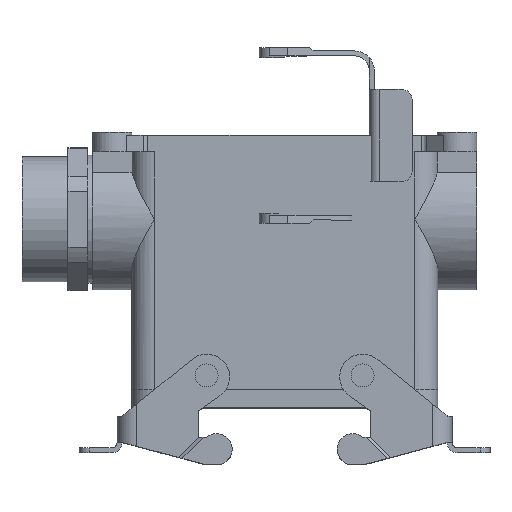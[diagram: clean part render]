
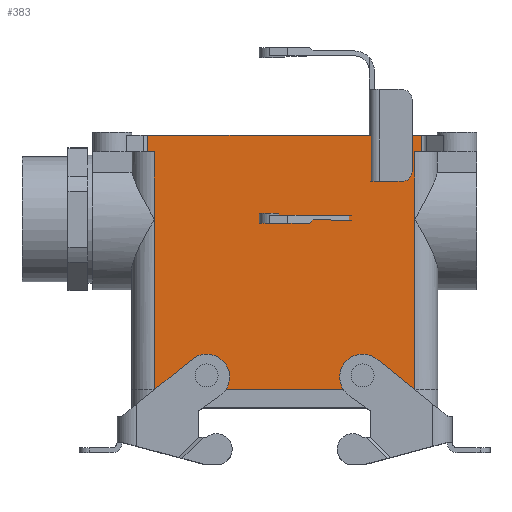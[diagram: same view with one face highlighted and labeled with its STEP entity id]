
A CAD part, top view. The second image highlights one B-rep face of the part: STEP entity #383.
In plain terms, the highlighted planar face has unit normal (0, 0, 1).
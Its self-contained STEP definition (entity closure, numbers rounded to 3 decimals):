
#383 = ADVANCED_FACE( '', ( #901, #902, #903 ), #904, .F. );
#901 = FACE_OUTER_BOUND( '', #1582, .T. );
#902 = FACE_BOUND( '', #1583, .T. );
#903 = FACE_BOUND( '', #1584, .T. );
#904 = PLANE( '', #1585 );
#1582 = EDGE_LOOP( '', ( #2640, #2641, #2642, #2643, #2644, #2645, #2646, #2647, #2648, #2649 ) );
#1583 = EDGE_LOOP( '', ( #2650 ) );
#1584 = EDGE_LOOP( '', ( #2651 ) );
#1585 = AXIS2_PLACEMENT_3D( '', #2652, #2653, #2654 );
#2640 = ORIENTED_EDGE( '', *, *, #4140, .T. );
#2641 = ORIENTED_EDGE( '', *, *, #3986, .F. );
#2642 = ORIENTED_EDGE( '', *, *, #4141, .F. );
#2643 = ORIENTED_EDGE( '', *, *, #4142, .F. );
#2644 = ORIENTED_EDGE( '', *, *, #4143, .F. );
#2645 = ORIENTED_EDGE( '', *, *, #4144, .T. );
#2646 = ORIENTED_EDGE( '', *, *, #4145, .T. );
#2647 = ORIENTED_EDGE( '', *, *, #4008, .T. );
#2648 = ORIENTED_EDGE( '', *, *, #4115, .F. );
#2649 = ORIENTED_EDGE( '', *, *, #4119, .T. );
#2650 = ORIENTED_EDGE( '', *, *, #3804, .F. );
#2651 = ORIENTED_EDGE( '', *, *, #4146, .F. );
#2652 = CARTESIAN_POINT( '', ( 42.515, -5., 21.5 ) );
#2653 = DIRECTION( '', ( 0., 0., -1. ) );
#2654 = DIRECTION( '', ( -1., 0., 0. ) );
#3804 = EDGE_CURVE( '', #4494, #4494, #4495, .F. );
#3986 = EDGE_CURVE( '', #4808, #4810, #4811, .T. );
#4008 = EDGE_CURVE( '', #4846, #4843, #4847, .F. );
#4115 = EDGE_CURVE( '', #5015, #4843, #5017, .T. );
#4119 = EDGE_CURVE( '', #5015, #4966, #5022, .T. );
#4140 = EDGE_CURVE( '', #4966, #4810, #5053, .T. );
#4141 = EDGE_CURVE( '', #4636, #4808, #5054, .T. );
#4142 = EDGE_CURVE( '', #5055, #4636, #5056, .T. );
#4143 = EDGE_CURVE( '', #5057, #5055, #5058, .T. );
#4144 = EDGE_CURVE( '', #5057, #5059, #5060, .T. );
#4145 = EDGE_CURVE( '', #5059, #4846, #5061, .T. );
#4146 = EDGE_CURVE( '', #5062, #5062, #5063, .F. );
#4494 = VERTEX_POINT( '', #5514 );
#4495 = CIRCLE( '', #5515, 2.45 );
#4636 = VERTEX_POINT( '', #5746 );
#4808 = VERTEX_POINT( '', #6080 );
#4810 = VERTEX_POINT( '', #6082 );
#4811 = LINE( '', #6083, #6084 );
#4843 = VERTEX_POINT( '', #6125 );
#4846 = VERTEX_POINT( '', #6128 );
#4847 = LINE( '', #6129, #6130 );
#4966 = VERTEX_POINT( '', #6300 );
#5015 = VERTEX_POINT( '', #6409 );
#5017 = LINE( '', #6411, #6412 );
#5022 = LINE( '', #6418, #6419 );
#5053 = LINE( '', #6462, #6463 );
#5054 = LINE( '', #6464, #6465 );
#5055 = VERTEX_POINT( '', #6466 );
#5056 = LINE( '', #6467, #6468 );
#5057 = VERTEX_POINT( '', #6469 );
#5058 = LINE( '', #6470, #6471 );
#5059 = VERTEX_POINT( '', #6472 );
#5060 = LINE( '', #6473, #6474 );
#5061 = LINE( '', #6475, #6476 );
#5062 = VERTEX_POINT( '', #6477 );
#5063 = CIRCLE( '', #6478, 2.45 );
#5514 = CARTESIAN_POINT( '', ( -26.2, -73.1, 21.5 ) );
#5515 = AXIS2_PLACEMENT_3D( '', #7120, #7121, #7122 );
#5746 = CARTESIAN_POINT( '', ( 39.65, -25.5, 21.5 ) );
#6080 = CARTESIAN_POINT( '', ( 39.65, -77.4, 21.5 ) );
#6082 = CARTESIAN_POINT( '', ( -39.65, -77.4, 21.5 ) );
#6083 = CARTESIAN_POINT( '', ( -39.65, -77.4, 21.5 ) );
#6084 = VECTOR( '', #7354, 1000. );
#6125 = CARTESIAN_POINT( '', ( -41.686, -5., 21.5 ) );
#6128 = CARTESIAN_POINT( '', ( -41.686, 0., 21.5 ) );
#6129 = CARTESIAN_POINT( '', ( -41.686, -5., 21.5 ) );
#6130 = VECTOR( '', #7388, 1000. );
#6300 = CARTESIAN_POINT( '', ( -39.65, -25.5, 21.5 ) );
#6409 = CARTESIAN_POINT( '', ( -39.65, -5., 21.5 ) );
#6411 = CARTESIAN_POINT( '', ( 42.515, -5., 21.5 ) );
#6412 = VECTOR( '', #7532, 1000. );
#6418 = CARTESIAN_POINT( '', ( -39.65, 74.914, 21.5 ) );
#6419 = VECTOR( '', #7537, 1000. );
#6462 = CARTESIAN_POINT( '', ( -39.65, 74.914, 21.5 ) );
#6463 = VECTOR( '', #7556, 1000. );
#6464 = CARTESIAN_POINT( '', ( 39.65, 74.914, 21.5 ) );
#6465 = VECTOR( '', #7557, 1000. );
#6466 = CARTESIAN_POINT( '', ( 39.65, -5., 21.5 ) );
#6467 = CARTESIAN_POINT( '', ( 39.65, 74.914, 21.5 ) );
#6468 = VECTOR( '', #7558, 1000. );
#6469 = CARTESIAN_POINT( '', ( 41.686, -5., 21.5 ) );
#6470 = CARTESIAN_POINT( '', ( 42.515, -5., 21.5 ) );
#6471 = VECTOR( '', #7559, 1000. );
#6472 = CARTESIAN_POINT( '', ( 41.686, 0., 21.5 ) );
#6473 = CARTESIAN_POINT( '', ( 41.686, 0., 21.5 ) );
#6474 = VECTOR( '', #7560, 1000. );
#6475 = CARTESIAN_POINT( '', ( 42.515, 0., 21.5 ) );
#6476 = VECTOR( '', #7561, 1000. );
#6477 = CARTESIAN_POINT( '', ( 21.3, -73.1, 21.5 ) );
#6478 = AXIS2_PLACEMENT_3D( '', #7562, #7563, #7564 );
#7120 = CARTESIAN_POINT( '', ( -23.75, -73.1, 21.5 ) );
#7121 = DIRECTION( '', ( 0., 0., -1. ) );
#7122 = DIRECTION( '', ( -1., 0., 0. ) );
#7354 = DIRECTION( '', ( -1., 0., 0. ) );
#7388 = DIRECTION( '', ( 0., 1., 0. ) );
#7532 = DIRECTION( '', ( -1., 0., 0. ) );
#7537 = DIRECTION( '', ( 0., -1., 0. ) );
#7556 = DIRECTION( '', ( 0., -1., 0. ) );
#7557 = DIRECTION( '', ( 0., -1., 0. ) );
#7558 = DIRECTION( '', ( 0., -1., 0. ) );
#7559 = DIRECTION( '', ( -1., 0., 0. ) );
#7560 = DIRECTION( '', ( 0., 1., 0. ) );
#7561 = DIRECTION( '', ( -1., 0., 0. ) );
#7562 = CARTESIAN_POINT( '', ( 23.75, -73.1, 21.5 ) );
#7563 = DIRECTION( '', ( 0., 0., -1. ) );
#7564 = DIRECTION( '', ( -1., 0., 0. ) );
